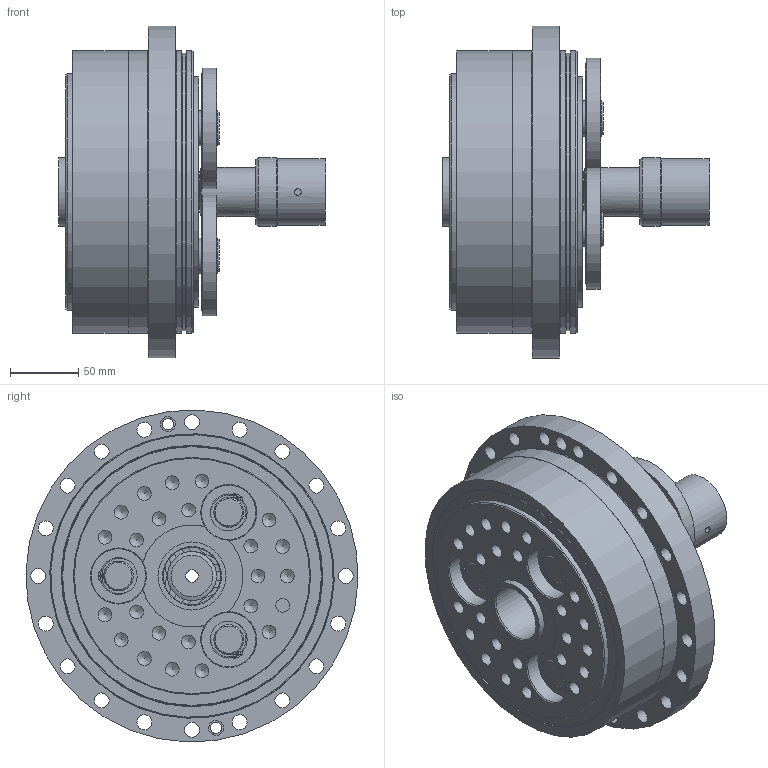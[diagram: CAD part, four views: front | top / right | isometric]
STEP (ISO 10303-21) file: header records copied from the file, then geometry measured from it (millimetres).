
FILE_DESCRIPTION(/* description */ (''),/* implementation_level */ '2;1');
FILE_NAME(/* name */ 'F4CF-UA55-126_FQ9210G.stp',/* time_stamp */ '2021-04-28T09:26:15+09:00',/* author */ ('ik43153556'),/* organization */ (''),/* preprocessor_version */ 'ST-DEVELOPER v18.1',/* originating_system */ 'Autodesk Inventor 2021',/* authorisation */ '');
FILE_SCHEMA (('AUTOMOTIVE_DESIGN { 1 0 10303 214 3 1 1 }'));
Length unit declared in the file: millimetre
Products named in the file (1): F4CF-UA55
Bounding box: 195.5 x 243.85 x 243.85 mm (x, y, z)
Volume: 2204164.6 mm3; surface area: 458357.8 mm2
Topology: 2 solids, 2 shells, 676 faces, 1687 edges, 1105 vertices
Faces by surface type: cylinder 267, plane 223, cone 88, torus 66, sphere 32
Full cylindrical faces by diameter (mm): 2 x18, 4.917 x1, 8.376 x2, 9 x1, 9.5 x3, 10 x6, 10.106 x24, 11 x23, 12 x6, 13.5 x6, 18 x6, 20 x6, 21 x3, 22 x6, 24.9 x6, 25.8 x6, 27 x9, 28.4 x3, 34 x6, 36 x2, 40 x11, 42 x2, 45 x6, 49 x1, 50 x2, 160 x2, 160.515 x2, 166 x1, 169 x2, 174 x3
Entity records: 23022 total; most frequent: CARTESIAN_POINT 5350, DIRECTION 3818, ORIENTED_EDGE 3250, AXIS2_PLACEMENT_3D 1652, EDGE_CURVE 1625, VERTEX_POINT 1169, CIRCLE 975, EDGE_LOOP 972
